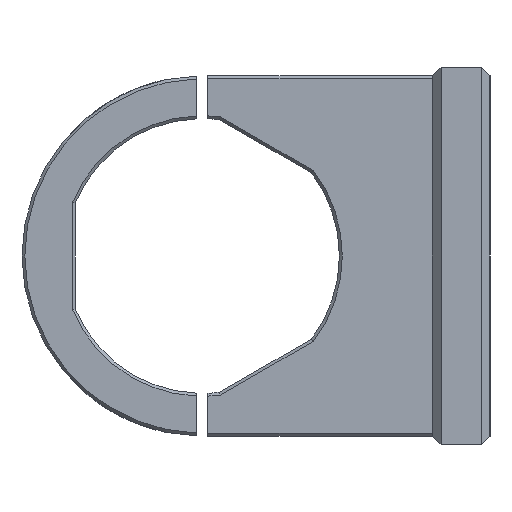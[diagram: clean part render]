
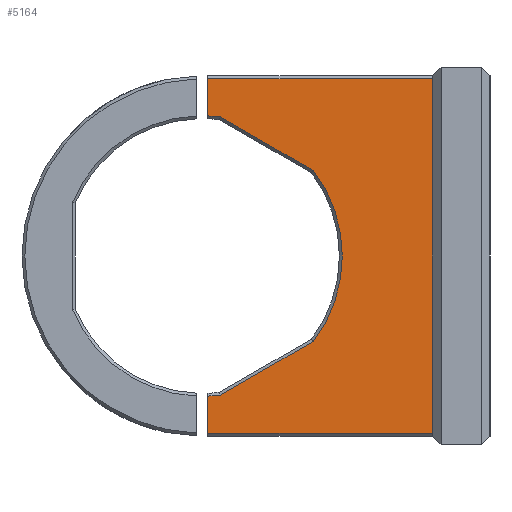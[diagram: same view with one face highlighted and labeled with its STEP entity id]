
A CAD part, left-side view. The second image highlights one B-rep face of the part: STEP entity #5164.
In plain terms, the highlighted planar face has unit normal (-1, 0, 0).
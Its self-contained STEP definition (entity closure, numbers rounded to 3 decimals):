
#106 = EDGE_CURVE ( 'NONE', #5573, #5386, #5120, .T. ) ;
#181 = VERTEX_POINT ( 'NONE', #804 ) ;
#376 = AXIS2_PLACEMENT_3D ( 'NONE', #6525, #2220, #7239 ) ;
#392 = VERTEX_POINT ( 'NONE', #7660 ) ;
#426 = VERTEX_POINT ( 'NONE', #7764 ) ;
#517 = CIRCLE ( 'NONE', #1561, 24.35 ) ;
#559 = CARTESIAN_POINT ( 'NONE',  ( 117.288, -40., 30.763 ) ) ;
#660 = CARTESIAN_POINT ( 'NONE',  ( 117.288, 0., 0. ) ) ;
#691 = DIRECTION ( 'NONE',  ( 0., -1., 0. ) ) ;
#799 = CARTESIAN_POINT ( 'NONE',  ( 117.288, -19.313, -14.831 ) ) ;
#804 = CARTESIAN_POINT ( 'NONE',  ( 117.288, -1., 30.763 ) ) ;
#1104 = CARTESIAN_POINT ( 'NONE',  ( 117.288, -40., -30.763 ) ) ;
#1114 = DIRECTION ( 'NONE',  ( -1., 0., 0. ) ) ;
#1190 = CARTESIAN_POINT ( 'NONE',  ( 117.288, -1., -24.329 ) ) ;
#1237 = CIRCLE ( 'NONE', #6068, 24.35 ) ;
#1389 = DIRECTION ( 'NONE',  ( 0., 1., 0. ) ) ;
#1405 = ORIENTED_EDGE ( 'NONE', *, *, #6086, .F. ) ;
#1463 = LINE ( 'NONE', #8787, #6971 ) ;
#1551 = ORIENTED_EDGE ( 'NONE', *, *, #2129, .F. ) ;
#1561 = AXIS2_PLACEMENT_3D ( 'NONE', #2426, #7435, #3152 ) ;
#1648 = ORIENTED_EDGE ( 'NONE', *, *, #5555, .F. ) ;
#1718 = EDGE_CURVE ( 'NONE', #392, #5545, #1987, .T. ) ;
#1766 = VECTOR ( 'NONE', #8318, 1000. ) ;
#1781 = FACE_OUTER_BOUND ( 'NONE', #1956, .T. ) ;
#1810 = DIRECTION ( 'NONE',  ( 0., 0.866, 0.5 ) ) ;
#1956 = EDGE_LOOP ( 'NONE', ( #5438, #6806, #1405, #8995, #2030, #8046, #1551, #1648, #6057, #5909 ) ) ;
#1987 = LINE ( 'NONE', #4735, #1766 ) ;
#2030 = ORIENTED_EDGE ( 'NONE', *, *, #8816, .F. ) ;
#2129 = EDGE_CURVE ( 'NONE', #4713, #4879, #8595, .T. ) ;
#2149 = PLANE ( 'NONE',  #376 ) ;
#2208 = DIRECTION ( 'NONE',  ( 0., 0., -1. ) ) ;
#2220 = DIRECTION ( 'NONE',  ( 1., 0., 0. ) ) ;
#2230 = VECTOR ( 'NONE', #691, 1000. ) ;
#2426 = CARTESIAN_POINT ( 'NONE',  ( 117.288, 0., 0. ) ) ;
#2713 = EDGE_CURVE ( 'NONE', #5545, #3693, #1237, .T. ) ;
#2936 = AXIS2_PLACEMENT_3D ( 'NONE', #5440, #1114, #6154 ) ;
#3152 = DIRECTION ( 'NONE',  ( 0., 1., 0. ) ) ;
#3298 = CARTESIAN_POINT ( 'NONE',  ( 117.288, -19.313, 14.831 ) ) ;
#3353 = CARTESIAN_POINT ( 'NONE',  ( 117.288, -3.187, -24.14 ) ) ;
#3693 = VERTEX_POINT ( 'NONE', #3353 ) ;
#3819 = CARTESIAN_POINT ( 'NONE',  ( 117.288, -1., 24.329 ) ) ;
#4063 = EDGE_CURVE ( 'NONE', #5303, #181, #6910, .T. ) ;
#4277 = CARTESIAN_POINT ( 'NONE',  ( 117.288, -16.288, -30.763 ) ) ;
#4508 = DIRECTION ( 'NONE',  ( 0., 0., 1. ) ) ;
#4710 = LINE ( 'NONE', #4277, #8500 ) ;
#4713 = VERTEX_POINT ( 'NONE', #799 ) ;
#4735 = CARTESIAN_POINT ( 'NONE',  ( 117.288, -1., -23.763 ) ) ;
#4843 = EDGE_CURVE ( 'NONE', #4879, #426, #1463, .T. ) ;
#4872 = CARTESIAN_POINT ( 'NONE',  ( 117.288, -3.187, -24.14 ) ) ;
#4879 = VERTEX_POINT ( 'NONE', #3298 ) ;
#5009 = CARTESIAN_POINT ( 'NONE',  ( 117.288, -16.288, 30.763 ) ) ;
#5113 = DIRECTION ( 'NONE',  ( 0., 1., 0. ) ) ;
#5120 = LINE ( 'NONE', #6512, #8910 ) ;
#5164 = ADVANCED_FACE ( 'NONE', ( #1781 ), #2149, .F. ) ;
#5195 = EDGE_CURVE ( 'NONE', #5386, #392, #4710, .T. ) ;
#5303 = VERTEX_POINT ( 'NONE', #3819 ) ;
#5386 = VERTEX_POINT ( 'NONE', #1104 ) ;
#5438 = ORIENTED_EDGE ( 'NONE', *, *, #5195, .F. ) ;
#5440 = CARTESIAN_POINT ( 'NONE',  ( 117.288, 0., 0. ) ) ;
#5508 = VECTOR ( 'NONE', #5596, 1000. ) ;
#5545 = VERTEX_POINT ( 'NONE', #1190 ) ;
#5555 = EDGE_CURVE ( 'NONE', #3693, #4713, #7399, .T. ) ;
#5573 = VERTEX_POINT ( 'NONE', #559 ) ;
#5596 = DIRECTION ( 'NONE',  ( 0., -0.866, 0.5 ) ) ;
#5701 = DIRECTION ( 'NONE',  ( -1., 0., 0. ) ) ;
#5909 = ORIENTED_EDGE ( 'NONE', *, *, #1718, .F. ) ;
#6057 = ORIENTED_EDGE ( 'NONE', *, *, #2713, .F. ) ;
#6068 = AXIS2_PLACEMENT_3D ( 'NONE', #660, #5701, #1389 ) ;
#6086 = EDGE_CURVE ( 'NONE', #181, #5573, #7714, .T. ) ;
#6154 = DIRECTION ( 'NONE',  ( 0., 1., 0. ) ) ;
#6512 = CARTESIAN_POINT ( 'NONE',  ( 117.288, -40., 31.263 ) ) ;
#6525 = CARTESIAN_POINT ( 'NONE',  ( 117.288, -16.288, -9.489 ) ) ;
#6645 = CARTESIAN_POINT ( 'NONE',  ( 117.288, -1., 23.763 ) ) ;
#6806 = ORIENTED_EDGE ( 'NONE', *, *, #106, .F. ) ;
#6910 = LINE ( 'NONE', #6645, #9020 ) ;
#6971 = VECTOR ( 'NONE', #1810, 1000. ) ;
#7239 = DIRECTION ( 'NONE',  ( 0., 0., -1. ) ) ;
#7399 = LINE ( 'NONE', #4872, #5508 ) ;
#7435 = DIRECTION ( 'NONE',  ( -1., 0., 0. ) ) ;
#7660 = CARTESIAN_POINT ( 'NONE',  ( 117.288, -1., -30.763 ) ) ;
#7714 = LINE ( 'NONE', #5009, #2230 ) ;
#7764 = CARTESIAN_POINT ( 'NONE',  ( 117.288, -3.187, 24.14 ) ) ;
#8046 = ORIENTED_EDGE ( 'NONE', *, *, #4843, .F. ) ;
#8318 = DIRECTION ( 'NONE',  ( 0., 0., 1. ) ) ;
#8500 = VECTOR ( 'NONE', #5113, 1000. ) ;
#8595 = CIRCLE ( 'NONE', #2936, 24.35 ) ;
#8787 = CARTESIAN_POINT ( 'NONE',  ( 117.288, -19.313, 14.831 ) ) ;
#8816 = EDGE_CURVE ( 'NONE', #426, #5303, #517, .T. ) ;
#8910 = VECTOR ( 'NONE', #2208, 1000. ) ;
#8995 = ORIENTED_EDGE ( 'NONE', *, *, #4063, .F. ) ;
#9020 = VECTOR ( 'NONE', #4508, 1000. ) ;
